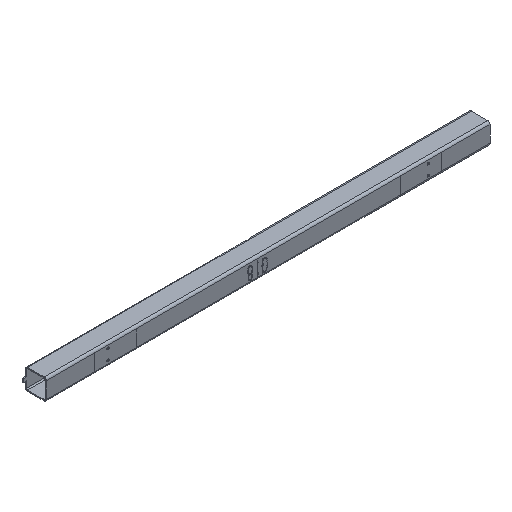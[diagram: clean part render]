
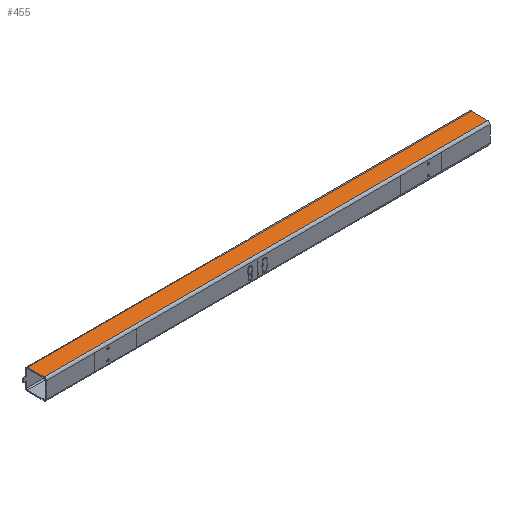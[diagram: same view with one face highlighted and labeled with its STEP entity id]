
A CAD part, isometric view. The second image highlights one B-rep face of the part: STEP entity #455.
In plain terms, the highlighted planar face has unit normal (0, 0, 1).
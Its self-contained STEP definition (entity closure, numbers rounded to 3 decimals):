
#3 = DIRECTION ( 'NONE',  ( 0., -1., 0. ) ) ;
#282 = VERTEX_POINT ( 'NONE', #1650 ) ;
#384 = LINE ( 'NONE', #5935, #4555 ) ;
#455 = ADVANCED_FACE ( 'NONE', ( #5716 ), #4295, .F. ) ;
#562 = CARTESIAN_POINT ( 'NONE',  ( 1320., -23.6, 30. ) ) ;
#961 = CARTESIAN_POINT ( 'NONE',  ( 1290., -23.6, 30. ) ) ;
#1067 = DIRECTION ( 'NONE',  ( 0., 0., -1. ) ) ;
#1130 = DIRECTION ( 'NONE',  ( 0., 1., 0. ) ) ;
#1284 = AXIS2_PLACEMENT_3D ( 'NONE', #2933, #1067, #1130 ) ;
#1293 = CARTESIAN_POINT ( 'NONE',  ( 1290., 23.6, 30. ) ) ;
#1308 = EDGE_CURVE ( 'NONE', #2242, #3342, #1951, .T. ) ;
#1650 = CARTESIAN_POINT ( 'NONE',  ( 10., 23.6, 30. ) ) ;
#1881 = VECTOR ( 'NONE', #3, 1000. ) ;
#1951 = LINE ( 'NONE', #562, #3110 ) ;
#2242 = VERTEX_POINT ( 'NONE', #4799 ) ;
#2365 = EDGE_LOOP ( 'NONE', ( #5109, #5916, #4889, #4461 ) ) ;
#2919 = VECTOR ( 'NONE', #4645, 1000. ) ;
#2931 = EDGE_CURVE ( 'NONE', #3758, #2242, #4157, .T. ) ;
#2933 = CARTESIAN_POINT ( 'NONE',  ( 1320., -23.6, 30. ) ) ;
#3110 = VECTOR ( 'NONE', #3777, 1000. ) ;
#3342 = VERTEX_POINT ( 'NONE', #4311 ) ;
#3566 = EDGE_CURVE ( 'NONE', #3342, #282, #4695, .T. ) ;
#3726 = CARTESIAN_POINT ( 'NONE',  ( 10., -23.6, 30. ) ) ;
#3758 = VERTEX_POINT ( 'NONE', #1293 ) ;
#3777 = DIRECTION ( 'NONE',  ( -1., 0., 0. ) ) ;
#4157 = LINE ( 'NONE', #961, #1881 ) ;
#4295 = PLANE ( 'NONE',  #1284 ) ;
#4311 = CARTESIAN_POINT ( 'NONE',  ( 10., -23.6, 30. ) ) ;
#4461 = ORIENTED_EDGE ( 'NONE', *, *, #3566, .F. ) ;
#4555 = VECTOR ( 'NONE', #5430, 1000. ) ;
#4645 = DIRECTION ( 'NONE',  ( 0., 1., 0. ) ) ;
#4695 = LINE ( 'NONE', #3726, #2919 ) ;
#4747 = EDGE_CURVE ( 'NONE', #282, #3758, #384, .T. ) ;
#4799 = CARTESIAN_POINT ( 'NONE',  ( 1290., -23.6, 30. ) ) ;
#4889 = ORIENTED_EDGE ( 'NONE', *, *, #4747, .F. ) ;
#5109 = ORIENTED_EDGE ( 'NONE', *, *, #1308, .F. ) ;
#5430 = DIRECTION ( 'NONE',  ( 1., 0., 0. ) ) ;
#5716 = FACE_OUTER_BOUND ( 'NONE', #2365, .T. ) ;
#5916 = ORIENTED_EDGE ( 'NONE', *, *, #2931, .F. ) ;
#5935 = CARTESIAN_POINT ( 'NONE',  ( 1320., 23.6, 30. ) ) ;
